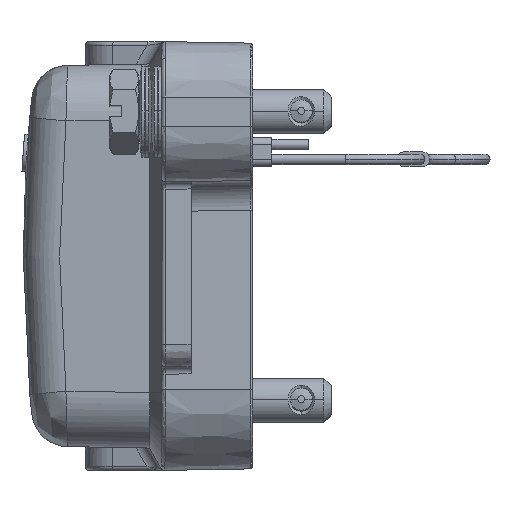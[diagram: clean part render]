
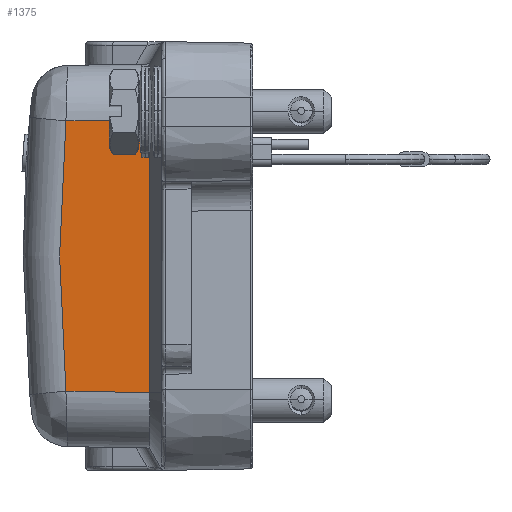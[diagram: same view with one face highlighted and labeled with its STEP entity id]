
A CAD part, left-side view. The second image highlights one B-rep face of the part: STEP entity #1375.
In plain terms, the highlighted planar face has unit normal (-1, 0.018, 0).
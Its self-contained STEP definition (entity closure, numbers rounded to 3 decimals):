
#953=PLANE('',#12161);
#1375=ADVANCED_FACE('NONE',(#2209),#953,.T.);
#2209=FACE_OUTER_BOUND('',#2888,.T.);
#2888=EDGE_LOOP('',(#6357,#6358,#6359,#6360));
#3649=LINE('',#23345,#4280);
#3650=LINE('',#23364,#4281);
#3651=LINE('',#23366,#4282);
#4280=VECTOR('',#14083,1.);
#4281=VECTOR('',#14086,1.);
#4282=VECTOR('',#14087,1.);
#6357=ORIENTED_EDGE('',*,*,#10202,.F.);
#6358=ORIENTED_EDGE('',*,*,#10172,.F.);
#6359=ORIENTED_EDGE('',*,*,#10204,.T.);
#6360=ORIENTED_EDGE('',*,*,#10205,.T.);
#8702=VERTEX_POINT('',#23149);
#8704=VERTEX_POINT('',#23189);
#8727=VERTEX_POINT('',#23346);
#8728=VERTEX_POINT('',#23365);
#10172=EDGE_CURVE('NONE',#8704,#8702,#11258,.T.);
#10202=EDGE_CURVE('NONE',#8702,#8727,#3649,.T.);
#10204=EDGE_CURVE('NONE',#8704,#8728,#3650,.T.);
#10205=EDGE_CURVE('NONE',#8728,#8727,#3651,.T.);
#11258=B_SPLINE_CURVE_WITH_KNOTS('',3,(#23190,#23191,#23192,#23193),
 .UNSPECIFIED.,.F.,.F.,(4,4),(0.,1.),.UNSPECIFIED.);
#12161=AXIS2_PLACEMENT_3D('',#23367,#14088,#14089);
#14083=DIRECTION('',(-0.017,-1.,0.017));
#14086=DIRECTION('',(-0.017,-1.,-0.017));
#14087=DIRECTION('',(0.,0.,1.));
#14088=DIRECTION('',(-1.,0.017,0.));
#14089=DIRECTION('',(-0.017,-1.,0.));
#23149=CARTESIAN_POINT('',(-60.774,25.229,18.275));
#23189=CARTESIAN_POINT('',(-60.774,25.229,-18.275));
#23190=CARTESIAN_POINT('',(-60.774,25.229,-18.275));
#23191=CARTESIAN_POINT('',(-60.754,26.373,-6.128));
#23192=CARTESIAN_POINT('',(-60.754,26.373,6.128));
#23193=CARTESIAN_POINT('',(-60.774,25.229,18.275));
#23345=CARTESIAN_POINT('',(-60.666,31.429,18.167));
#23346=CARTESIAN_POINT('',(-60.972,13.933,18.473));
#23364=CARTESIAN_POINT('',(-60.774,25.229,-18.275));
#23365=CARTESIAN_POINT('',(-60.972,13.933,-18.473));
#23366=CARTESIAN_POINT('',(-60.971,13.933,0.));
#23367=CARTESIAN_POINT('',(-61.,12.3,-28.131));
